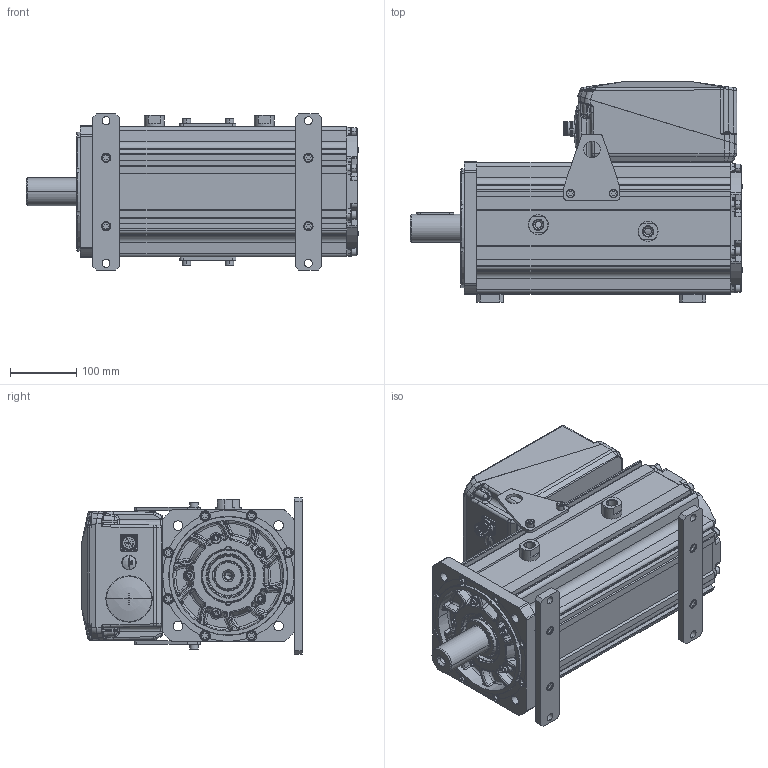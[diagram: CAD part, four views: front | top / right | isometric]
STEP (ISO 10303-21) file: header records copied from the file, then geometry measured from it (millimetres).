
FILE_DESCRIPTION((''),'2;1');
FILE_NAME('50566N-0_SW0001','2016-06-21T',('yanyerong'),(''),'PRO/ENGINEER BY PARAMETRIC TECHNOLOGY CORPORATION, 2010430','PRO/ENGINEER BY PARAMETRIC TECHNOLOGY CORPORATION, 2010430','');
FILE_SCHEMA(('CONFIG_CONTROL_DESIGN'));
Products named in the file (1): 50566N-0_SW0001
Bounding box: 502 x 333.62 x 236 mm (x, y, z)
Surface area: 1398663.6 mm2 (no closed solid volume)
Topology: 0 solids, 123 shells, 2610 faces, 7407 edges, 4879 vertices
Faces by surface type: plane 906, cylinder 618, bspline 512, torus 263, cone 234, sphere 77
Entity records: 123390 total; most frequent: CARTESIAN_POINT 59691, ORIENTED_EDGE 13000, DIRECTION 12570, EDGE_CURVE 7400, VERTEX_POINT 4879, AXIS2_PLACEMENT_3D 4804, VECTOR 2962, LINE 2962
